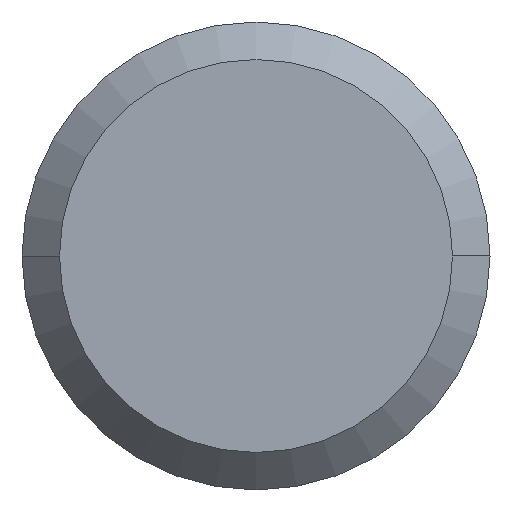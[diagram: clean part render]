
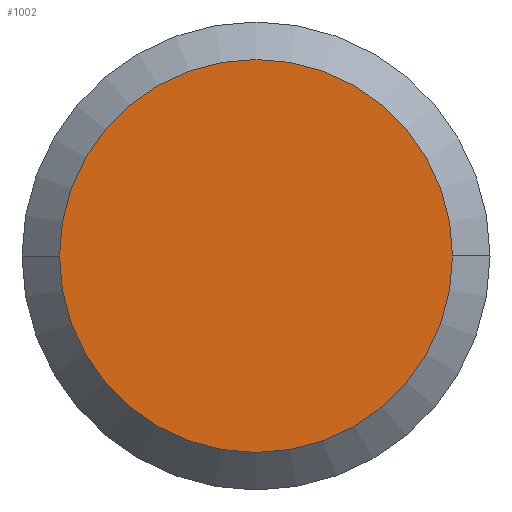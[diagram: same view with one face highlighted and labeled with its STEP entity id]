
A CAD part, left-side view. The second image highlights one B-rep face of the part: STEP entity #1002.
In plain terms, the highlighted planar face has unit normal (-1, 0, 0).
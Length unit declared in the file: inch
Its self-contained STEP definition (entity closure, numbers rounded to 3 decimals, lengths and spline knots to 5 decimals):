
#15 = EDGE_LOOP ( 'NONE', ( #411, #431 ) ) ;
#19 = VERTEX_POINT ( 'NONE', #395 ) ;
#24 = AXIS2_PLACEMENT_3D ( 'NONE', #493, #416, #69 ) ;
#50 = CIRCLE ( 'NONE', #307, 0.10485 ) ;
#69 = DIRECTION ( 'NONE',  ( 0., 1., 0. ) ) ;
#138 = DIRECTION ( 'NONE',  ( 0., -1., 0. ) ) ;
#219 = EDGE_CURVE ( 'NONE', #19, #809, #401, .T. ) ;
#278 = CARTESIAN_POINT ( 'NONE',  ( 0., 0., 0. ) ) ;
#295 = CARTESIAN_POINT ( 'NONE',  ( 0., -0.10485, 0. ) ) ;
#307 = AXIS2_PLACEMENT_3D ( 'NONE', #278, #391, #869 ) ;
#391 = DIRECTION ( 'NONE',  ( -1., 0., 0. ) ) ;
#395 = CARTESIAN_POINT ( 'NONE',  ( 0., 0.10485, 0. ) ) ;
#401 = CIRCLE ( 'NONE', #925, 0.10485 ) ;
#411 = ORIENTED_EDGE ( 'NONE', *, *, #219, .T. ) ;
#416 = DIRECTION ( 'NONE',  ( 1., 0., 0. ) ) ;
#431 = ORIENTED_EDGE ( 'NONE', *, *, #719, .T. ) ;
#493 = CARTESIAN_POINT ( 'NONE',  ( 0., 0.10485, 0. ) ) ;
#499 = DIRECTION ( 'NONE',  ( -1., 0., 0. ) ) ;
#568 = FACE_OUTER_BOUND ( 'NONE', #15, .T. ) ;
#719 = EDGE_CURVE ( 'NONE', #809, #19, #50, .T. ) ;
#809 = VERTEX_POINT ( 'NONE', #295 ) ;
#869 = DIRECTION ( 'NONE',  ( 0., -1., 0. ) ) ;
#925 = AXIS2_PLACEMENT_3D ( 'NONE', #964, #499, #138 ) ;
#964 = CARTESIAN_POINT ( 'NONE',  ( 0., 0., 0. ) ) ;
#1002 = ADVANCED_FACE ( 'NONE', ( #568 ), #1043, .F. ) ;
#1043 = PLANE ( 'NONE',  #24 ) ;
